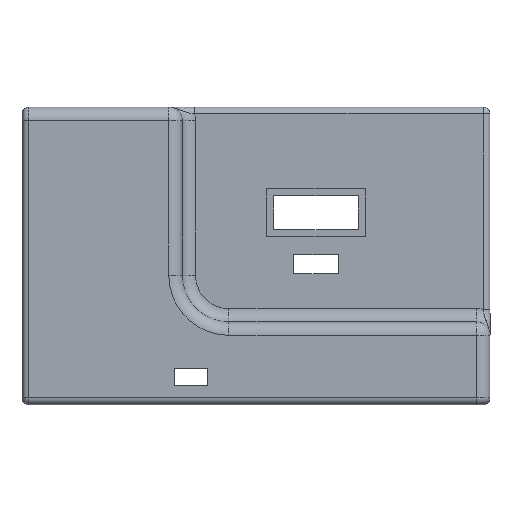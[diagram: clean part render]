
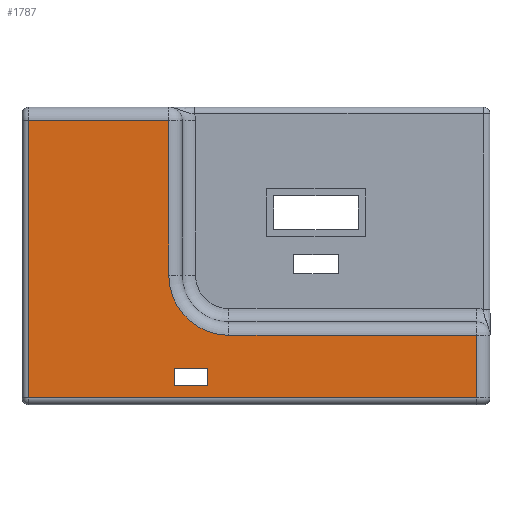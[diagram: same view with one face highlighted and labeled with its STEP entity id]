
A CAD part, top view. The second image highlights one B-rep face of the part: STEP entity #1787.
In plain terms, the highlighted planar face has unit normal (0, 0, 1).
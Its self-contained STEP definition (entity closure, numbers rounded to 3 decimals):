
#78 = VECTOR ( 'NONE', #138, 1000. ) ;
#138 = DIRECTION ( 'NONE',  ( 0., 1., 0. ) ) ;
#215 = LINE ( 'NONE', #6489, #3006 ) ;
#256 = DIRECTION ( 'NONE',  ( -1., 0., 0. ) ) ;
#339 = DIRECTION ( 'NONE',  ( 1., 0., 0. ) ) ;
#551 = ORIENTED_EDGE ( 'NONE', *, *, #6771, .T. ) ;
#667 = VERTEX_POINT ( 'NONE', #1048 ) ;
#978 = EDGE_CURVE ( 'NONE', #667, #1449, #2598, .T. ) ;
#1048 = CARTESIAN_POINT ( 'NONE',  ( 35.607, 6.865, 20. ) ) ;
#1136 = CIRCLE ( 'NONE', #5065, 18. ) ;
#1248 = VERTEX_POINT ( 'NONE', #1689 ) ;
#1256 = LINE ( 'NONE', #2485, #6533 ) ;
#1313 = ORIENTED_EDGE ( 'NONE', *, *, #1885, .F. ) ;
#1339 = CARTESIAN_POINT ( 'NONE',  ( 23.9, 81., 20. ) ) ;
#1345 = CARTESIAN_POINT ( 'NONE',  ( 25.607, 6.865, 20. ) ) ;
#1384 = FACE_BOUND ( 'NONE', #5293, .T. ) ;
#1449 = VERTEX_POINT ( 'NONE', #3742 ) ;
#1521 = LINE ( 'NONE', #5338, #5406 ) ;
#1618 = EDGE_CURVE ( 'NONE', #3583, #667, #3104, .T. ) ;
#1674 = DIRECTION ( 'NONE',  ( 1., 0., 0. ) ) ;
#1689 = CARTESIAN_POINT ( 'NONE',  ( -18., -2., 20. ) ) ;
#1780 = LINE ( 'NONE', #6784, #7080 ) ;
#1787 = ADVANCED_FACE ( 'NONE', ( #4917, #1384 ), #2034, .T. ) ;
#1812 = CARTESIAN_POINT ( 'NONE',  ( 25.607, 6.865, 20. ) ) ;
#1853 = VECTOR ( 'NONE', #7402, 1000. ) ;
#1885 = EDGE_CURVE ( 'NONE', #1449, #1960, #6950, .T. ) ;
#1948 = LINE ( 'NONE', #4456, #3849 ) ;
#1960 = VERTEX_POINT ( 'NONE', #4007 ) ;
#2034 = PLANE ( 'NONE',  #2349 ) ;
#2181 = EDGE_CURVE ( 'NONE', #4240, #1248, #1256, .T. ) ;
#2263 = EDGE_CURVE ( 'NONE', #6839, #7280, #4416, .T. ) ;
#2349 = AXIS2_PLACEMENT_3D ( 'NONE', #5032, #3255, #4379 ) ;
#2437 = EDGE_CURVE ( 'NONE', #2950, #6839, #1136, .T. ) ;
#2485 = CARTESIAN_POINT ( 'NONE',  ( -18., 0., 20. ) ) ;
#2588 = CARTESIAN_POINT ( 'NONE',  ( 116., -2., 20. ) ) ;
#2598 = LINE ( 'NONE', #1812, #2805 ) ;
#2666 = EDGE_CURVE ( 'NONE', #3684, #2950, #215, .T. ) ;
#2805 = VECTOR ( 'NONE', #7552, 1000. ) ;
#2843 = CARTESIAN_POINT ( 'NONE',  ( 41.9, 34.754, 20. ) ) ;
#2950 = VERTEX_POINT ( 'NONE', #3702 ) ;
#2979 = CARTESIAN_POINT ( 'NONE',  ( 35.607, 6.865, 20. ) ) ;
#3006 = VECTOR ( 'NONE', #256, 1000. ) ;
#3104 = LINE ( 'NONE', #2979, #1853 ) ;
#3255 = DIRECTION ( 'NONE',  ( 0., 0., 1. ) ) ;
#3335 = CARTESIAN_POINT ( 'NONE',  ( 35.607, 1.701, 20. ) ) ;
#3337 = ORIENTED_EDGE ( 'NONE', *, *, #2666, .T. ) ;
#3462 = DIRECTION ( 'NONE',  ( 0., 0., -1. ) ) ;
#3583 = VERTEX_POINT ( 'NONE', #3335 ) ;
#3684 = VERTEX_POINT ( 'NONE', #7053 ) ;
#3702 = CARTESIAN_POINT ( 'NONE',  ( 41.9, 16.754, 20. ) ) ;
#3742 = CARTESIAN_POINT ( 'NONE',  ( 25.607, 6.865, 20. ) ) ;
#3835 = DIRECTION ( 'NONE',  ( 0., -1., 0. ) ) ;
#3849 = VECTOR ( 'NONE', #5720, 1000. ) ;
#3940 = VERTEX_POINT ( 'NONE', #2588 ) ;
#4007 = CARTESIAN_POINT ( 'NONE',  ( 25.607, 1.701, 20. ) ) ;
#4240 = VERTEX_POINT ( 'NONE', #7628 ) ;
#4287 = EDGE_CURVE ( 'NONE', #1248, #3940, #1521, .T. ) ;
#4293 = ORIENTED_EDGE ( 'NONE', *, *, #2181, .T. ) ;
#4379 = DIRECTION ( 'NONE',  ( 1., 0., 0. ) ) ;
#4416 = LINE ( 'NONE', #1339, #78 ) ;
#4456 = CARTESIAN_POINT ( 'NONE',  ( 0., 81., 20. ) ) ;
#4917 = FACE_OUTER_BOUND ( 'NONE', #5654, .T. ) ;
#4953 = ORIENTED_EDGE ( 'NONE', *, *, #4287, .T. ) ;
#5032 = CARTESIAN_POINT ( 'NONE',  ( 0., 0., 20. ) ) ;
#5065 = AXIS2_PLACEMENT_3D ( 'NONE', #2843, #3462, #339 ) ;
#5293 = EDGE_LOOP ( 'NONE', ( #7968, #1313, #7806, #6565 ) ) ;
#5338 = CARTESIAN_POINT ( 'NONE',  ( 0., -2., 20. ) ) ;
#5406 = VECTOR ( 'NONE', #7252, 1000. ) ;
#5414 = LINE ( 'NONE', #6559, #6083 ) ;
#5654 = EDGE_LOOP ( 'NONE', ( #7845, #4293, #4953, #551, #3337, #7673, #7880 ) ) ;
#5720 = DIRECTION ( 'NONE',  ( -1., 0., 0. ) ) ;
#5821 = CARTESIAN_POINT ( 'NONE',  ( 23.9, 81., 20. ) ) ;
#6083 = VECTOR ( 'NONE', #1674, 1000. ) ;
#6489 = CARTESIAN_POINT ( 'NONE',  ( 41.9, 16.754, 20. ) ) ;
#6533 = VECTOR ( 'NONE', #7475, 1000. ) ;
#6559 = CARTESIAN_POINT ( 'NONE',  ( 25.607, 1.701, 20. ) ) ;
#6565 = ORIENTED_EDGE ( 'NONE', *, *, #1618, .F. ) ;
#6654 = VECTOR ( 'NONE', #3835, 1000. ) ;
#6771 = EDGE_CURVE ( 'NONE', #3940, #3684, #1780, .T. ) ;
#6784 = CARTESIAN_POINT ( 'NONE',  ( 116., 0., 20. ) ) ;
#6839 = VERTEX_POINT ( 'NONE', #7051 ) ;
#6950 = LINE ( 'NONE', #1345, #6654 ) ;
#7051 = CARTESIAN_POINT ( 'NONE',  ( 23.9, 34.754, 20. ) ) ;
#7053 = CARTESIAN_POINT ( 'NONE',  ( 116., 16.754, 20. ) ) ;
#7080 = VECTOR ( 'NONE', #7437, 1000. ) ;
#7252 = DIRECTION ( 'NONE',  ( 1., 0., 0. ) ) ;
#7280 = VERTEX_POINT ( 'NONE', #5821 ) ;
#7402 = DIRECTION ( 'NONE',  ( 0., 1., 0. ) ) ;
#7425 = EDGE_CURVE ( 'NONE', #1960, #3583, #5414, .T. ) ;
#7437 = DIRECTION ( 'NONE',  ( 0., 1., 0. ) ) ;
#7475 = DIRECTION ( 'NONE',  ( 0., -1., 0. ) ) ;
#7552 = DIRECTION ( 'NONE',  ( -1., 0., 0. ) ) ;
#7628 = CARTESIAN_POINT ( 'NONE',  ( -18., 81., 20. ) ) ;
#7673 = ORIENTED_EDGE ( 'NONE', *, *, #2437, .T. ) ;
#7806 = ORIENTED_EDGE ( 'NONE', *, *, #978, .F. ) ;
#7845 = ORIENTED_EDGE ( 'NONE', *, *, #7920, .T. ) ;
#7880 = ORIENTED_EDGE ( 'NONE', *, *, #2263, .T. ) ;
#7920 = EDGE_CURVE ( 'NONE', #7280, #4240, #1948, .T. ) ;
#7968 = ORIENTED_EDGE ( 'NONE', *, *, #7425, .F. ) ;
